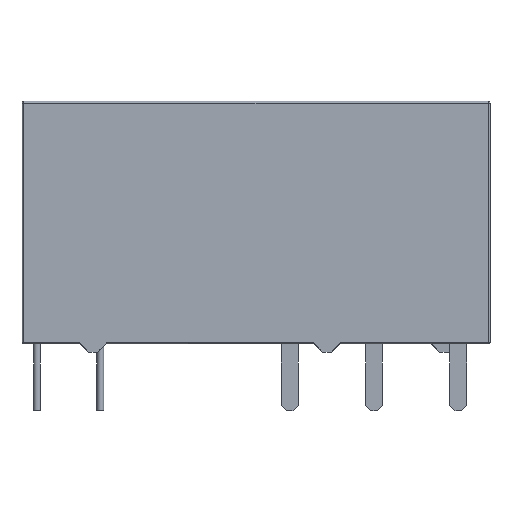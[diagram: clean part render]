
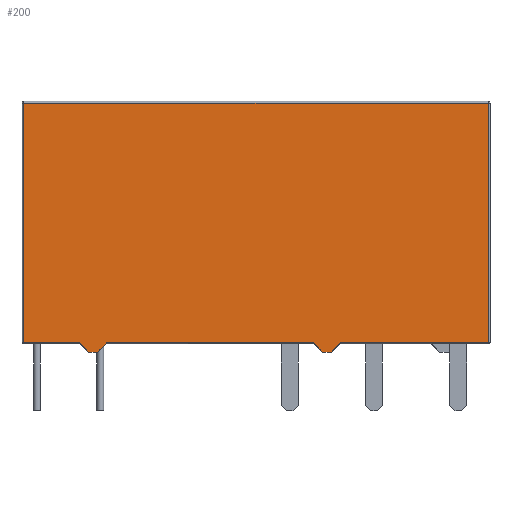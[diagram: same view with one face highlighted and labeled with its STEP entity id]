
A CAD part, front view. The second image highlights one B-rep face of the part: STEP entity #200.
In plain terms, the highlighted planar face has unit normal (0, -1, 0).
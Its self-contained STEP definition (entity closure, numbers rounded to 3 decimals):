
#131=FACE_OUTER_BOUND('',#359,.T.);
#200=ADVANCED_FACE('',(#131),#271,.T.);
#271=PLANE('',#1297);
#359=EDGE_LOOP('',(#479,#480,#481,#482,#483,#484,#485,#486,#487,#488,#489,
#490));
#479=ORIENTED_EDGE('',*,*,#915,.T.);
#480=ORIENTED_EDGE('',*,*,#916,.T.);
#481=ORIENTED_EDGE('',*,*,#917,.T.);
#482=ORIENTED_EDGE('',*,*,#918,.T.);
#483=ORIENTED_EDGE('',*,*,#919,.T.);
#484=ORIENTED_EDGE('',*,*,#920,.T.);
#485=ORIENTED_EDGE('',*,*,#921,.T.);
#486=ORIENTED_EDGE('',*,*,#922,.T.);
#487=ORIENTED_EDGE('',*,*,#923,.T.);
#488=ORIENTED_EDGE('',*,*,#924,.T.);
#489=ORIENTED_EDGE('',*,*,#925,.T.);
#490=ORIENTED_EDGE('',*,*,#926,.T.);
#811=VERTEX_POINT('',#1850);
#812=VERTEX_POINT('',#1851);
#813=VERTEX_POINT('',#1853);
#814=VERTEX_POINT('',#1855);
#815=VERTEX_POINT('',#1857);
#816=VERTEX_POINT('',#1859);
#817=VERTEX_POINT('',#1861);
#818=VERTEX_POINT('',#1863);
#819=VERTEX_POINT('',#1865);
#820=VERTEX_POINT('',#1867);
#821=VERTEX_POINT('',#1869);
#822=VERTEX_POINT('',#1871);
#915=EDGE_CURVE('',#811,#812,#1079,.T.);
#916=EDGE_CURVE('',#812,#813,#1080,.T.);
#917=EDGE_CURVE('',#813,#814,#1081,.T.);
#918=EDGE_CURVE('',#814,#815,#1082,.T.);
#919=EDGE_CURVE('',#815,#816,#1083,.T.);
#920=EDGE_CURVE('',#816,#817,#1084,.T.);
#921=EDGE_CURVE('',#817,#818,#1085,.T.);
#922=EDGE_CURVE('',#818,#819,#1086,.T.);
#923=EDGE_CURVE('',#819,#820,#1087,.T.);
#924=EDGE_CURVE('',#820,#821,#1088,.T.);
#925=EDGE_CURVE('',#821,#822,#1089,.T.);
#926=EDGE_CURVE('',#822,#811,#1090,.T.);
#1079=LINE('',#1849,#1209);
#1080=LINE('',#1852,#1210);
#1081=LINE('',#1854,#1211);
#1082=LINE('',#1856,#1212);
#1083=LINE('',#1858,#1213);
#1084=LINE('',#1860,#1214);
#1085=LINE('',#1862,#1215);
#1086=LINE('',#1864,#1216);
#1087=LINE('',#1866,#1217);
#1088=LINE('',#1868,#1218);
#1089=LINE('',#1870,#1219);
#1090=LINE('',#1872,#1220);
#1209=VECTOR('',#1459,1.);
#1210=VECTOR('',#1460,1.);
#1211=VECTOR('',#1461,1.);
#1212=VECTOR('',#1462,1.);
#1213=VECTOR('',#1463,1.);
#1214=VECTOR('',#1464,1.);
#1215=VECTOR('',#1465,1.);
#1216=VECTOR('',#1466,1.);
#1217=VECTOR('',#1467,1.);
#1218=VECTOR('',#1468,1.);
#1219=VECTOR('',#1469,1.);
#1220=VECTOR('',#1470,1.);
#1297=AXIS2_PLACEMENT_3D('',#1873,#1471,#1472);
#1459=DIRECTION('',(0.707,0.,0.707));
#1460=DIRECTION('',(1.,0.,0.));
#1461=DIRECTION('',(0.707,0.,-0.707));
#1462=DIRECTION('',(1.,0.,0.));
#1463=DIRECTION('',(0.707,0.,0.707));
#1464=DIRECTION('',(1.,0.,0.));
#1465=DIRECTION('',(0.,0.,1.));
#1466=DIRECTION('',(-1.,0.,0.));
#1467=DIRECTION('',(0.,0.,-1.));
#1468=DIRECTION('',(1.,0.,0.));
#1469=DIRECTION('',(0.707,0.,-0.707));
#1470=DIRECTION('',(1.,0.,0.));
#1471=DIRECTION('',(0.,-1.,0.));
#1472=DIRECTION('',(1.,0.,0.));
#1849=CARTESIAN_POINT('',(9.75,-2.5,18.75));
#1850=CARTESIAN_POINT('',(-9.5,-2.5,-0.5));
#1851=CARTESIAN_POINT('',(-8.9,-2.5,0.1));
#1852=CARTESIAN_POINT('',(14.,-2.5,0.1));
#1853=CARTESIAN_POINT('',(3.4,-2.5,0.1));
#1854=CARTESIAN_POINT('',(1.5,-2.5,2.));
#1855=CARTESIAN_POINT('',(4.,-2.5,-0.5));
#1856=CARTESIAN_POINT('',(3.5,-2.5,-0.5));
#1857=CARTESIAN_POINT('',(4.5,-2.5,-0.5));
#1858=CARTESIAN_POINT('',(16.75,-2.5,11.75));
#1859=CARTESIAN_POINT('',(5.1,-2.5,0.1));
#1860=CARTESIAN_POINT('',(14.,-2.5,0.1));
#1861=CARTESIAN_POINT('',(13.9,-2.5,0.1));
#1862=CARTESIAN_POINT('',(13.9,-2.5,14.5));
#1863=CARTESIAN_POINT('',(13.9,-2.5,14.4));
#1864=CARTESIAN_POINT('',(-14.,-2.5,14.4));
#1865=CARTESIAN_POINT('',(-13.9,-2.5,14.4));
#1866=CARTESIAN_POINT('',(-13.9,-2.5,14.5));
#1867=CARTESIAN_POINT('',(-13.9,-2.5,0.1));
#1868=CARTESIAN_POINT('',(14.,-2.5,0.1));
#1869=CARTESIAN_POINT('',(-10.6,-2.5,0.1));
#1870=CARTESIAN_POINT('',(-5.5,-2.5,-5.));
#1871=CARTESIAN_POINT('',(-10.,-2.5,-0.5));
#1872=CARTESIAN_POINT('',(-10.5,-2.5,-0.5));
#1873=CARTESIAN_POINT('',(14.,-2.5,14.5));
